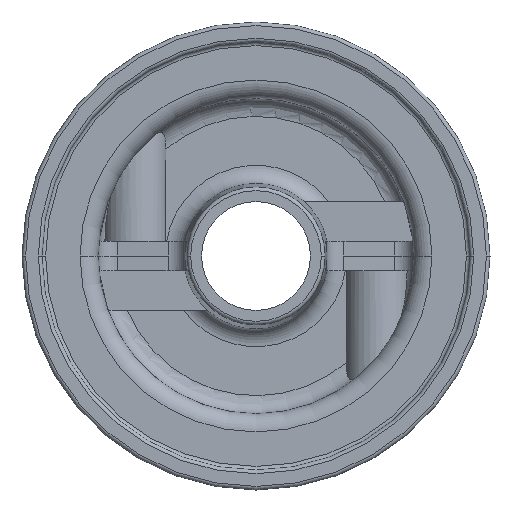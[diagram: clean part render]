
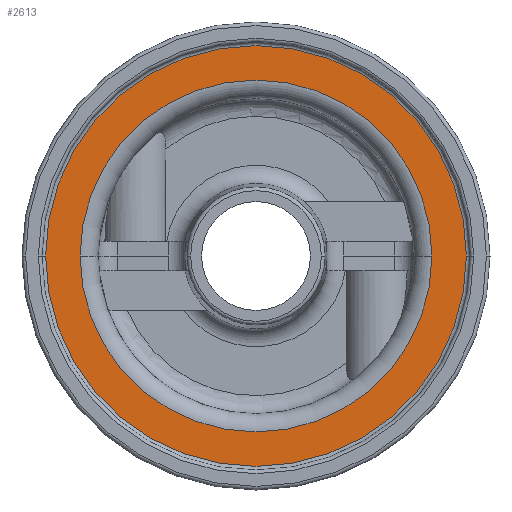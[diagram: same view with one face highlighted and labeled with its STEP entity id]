
A CAD part, left-side view. The second image highlights one B-rep face of the part: STEP entity #2613.
In plain terms, the highlighted planar face has unit normal (-1, 0, 0).
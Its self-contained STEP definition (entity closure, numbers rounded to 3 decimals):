
#141=CARTESIAN_POINT('',(-26.5,0.,0.));
#142=DIRECTION('',(1.,0.,0.));
#143=DIRECTION('',(0.,1.,0.));
#144=AXIS2_PLACEMENT_3D('',#141,#142,#143);
#156=CARTESIAN_POINT('',(-26.5,0.,0.));
#157=DIRECTION('',(1.,0.,0.));
#158=DIRECTION('',(0.,-1.,0.));
#159=AXIS2_PLACEMENT_3D('',#156,#157,#158);
#161=CARTESIAN_POINT('',(-26.5,0.,0.));
#162=DIRECTION('',(-1.,0.,0.));
#163=DIRECTION('',(0.,1.,0.));
#164=AXIS2_PLACEMENT_3D('',#161,#162,#163);
#166=CARTESIAN_POINT('',(-26.5,0.,0.));
#167=DIRECTION('',(-1.,0.,0.));
#168=DIRECTION('',(0.,-1.,0.));
#169=AXIS2_PLACEMENT_3D('',#166,#167,#168);
#2305=CARTESIAN_POINT('',(-26.5,48.5,0.));
#2307=VERTEX_POINT('',#2305);
#2309=CARTESIAN_POINT('',(-26.5,-48.5,0.));
#2311=VERTEX_POINT('',#2309);
#2360=CARTESIAN_POINT('',(-26.5,58.,0.));
#2361=VERTEX_POINT('',#2360);
#2362=CARTESIAN_POINT('',(-26.5,-58.,0.));
#2363=VERTEX_POINT('',#2362);
#2598=CARTESIAN_POINT('',(-26.5,0.,0.));
#2599=DIRECTION('',(1.,0.,0.));
#2600=DIRECTION('',(0.,-1.,0.));
#2601=AXIS2_PLACEMENT_3D('',#2598,#2599,#2600);
#2602=PLANE('',#2601);
#2604=ORIENTED_EDGE('',*,*,#2603,.F.);
#2606=ORIENTED_EDGE('',*,*,#2605,.F.);
#2607=EDGE_LOOP('',(#2604,#2606));
#2608=FACE_OUTER_BOUND('',#2607,.F.);
#2609=ORIENTED_EDGE('',*,*,#2593,.F.);
#2610=ORIENTED_EDGE('',*,*,#2577,.F.);
#2611=EDGE_LOOP('',(#2609,#2610));
#2612=FACE_BOUND('',#2611,.F.);
#2613=ADVANCED_FACE('',(#2608,#2612),#2602,.F.);
#145=CIRCLE('',#144,48.5);
#160=CIRCLE('',#159,48.5);
#165=CIRCLE('',#164,58.);
#170=CIRCLE('',#169,58.);
#2577=EDGE_CURVE('',#2307,#2311,#145,.T.);
#2593=EDGE_CURVE('',#2311,#2307,#160,.T.);
#2603=EDGE_CURVE('',#2361,#2363,#165,.T.);
#2605=EDGE_CURVE('',#2363,#2361,#170,.T.);
